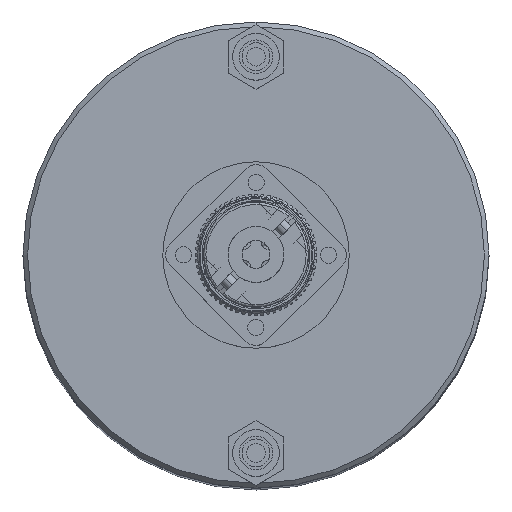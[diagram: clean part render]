
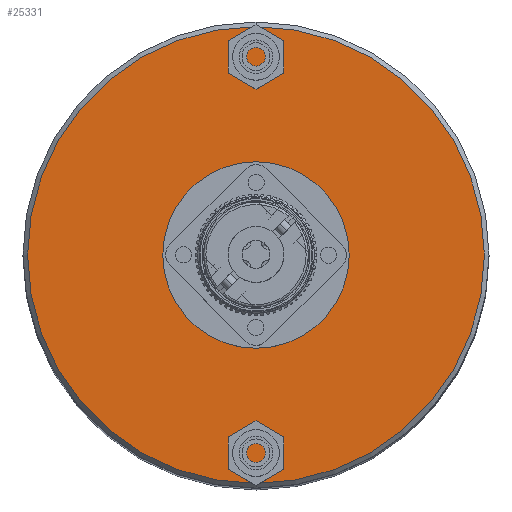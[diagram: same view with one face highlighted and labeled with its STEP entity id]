
A CAD part, top view. The second image highlights one B-rep face of the part: STEP entity #25331.
In plain terms, the highlighted face is planar.
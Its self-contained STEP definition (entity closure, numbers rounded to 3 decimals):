
#548 = VERTEX_POINT ( 'NONE', #14712 ) ;
#5583 = ORIENTED_EDGE ( 'NONE', *, *, #26774, .F. ) ;
#13343 = AXIS2_PLACEMENT_3D ( 'NONE', #86765, #15987, #23243 ) ;
#14214 = VERTEX_POINT ( 'NONE', #78126 ) ;
#14393 = CARTESIAN_POINT ( 'NONE',  ( 2., 0., 0. ) ) ;
#14712 = CARTESIAN_POINT ( 'NONE',  ( 2., 0., 20. ) ) ;
#15011 = FACE_BOUND ( 'NONE', #22492, .T. ) ;
#15031 = VERTEX_POINT ( 'NONE', #51372 ) ;
#15075 = DIRECTION ( 'NONE',  ( -1., 0., 0. ) ) ;
#15987 = DIRECTION ( 'NONE',  ( 1., 0., 0. ) ) ;
#17811 = AXIS2_PLACEMENT_3D ( 'NONE', #38422, #31104, #38088 ) ;
#20098 = CIRCLE ( 'NONE', #13343, 49. ) ;
#21981 = DIRECTION ( 'NONE',  ( 1., 0., 0. ) ) ;
#22016 = CIRCLE ( 'NONE', #61468, 20. ) ;
#22492 = EDGE_LOOP ( 'NONE', ( #76625, #61399 ) ) ;
#23243 = DIRECTION ( 'NONE',  ( 0., 1., 0. ) ) ;
#25331 = ADVANCED_FACE ( 'NONE', ( #69669, #15011 ), #77913, .F. ) ;
#26774 = EDGE_CURVE ( 'NONE', #45606, #14214, #31997, .T. ) ;
#30261 = DIRECTION ( 'NONE',  ( 0., 0., 1. ) ) ;
#30287 = CARTESIAN_POINT ( 'NONE',  ( 2., 49., 0. ) ) ;
#31104 = DIRECTION ( 'NONE',  ( 1., 0., 0. ) ) ;
#31997 = CIRCLE ( 'NONE', #17811, 49. ) ;
#34689 = ORIENTED_EDGE ( 'NONE', *, *, #61091, .F. ) ;
#38088 = DIRECTION ( 'NONE',  ( 0., 1., 0. ) ) ;
#38422 = CARTESIAN_POINT ( 'NONE',  ( 2., 0., 0. ) ) ;
#40013 = CARTESIAN_POINT ( 'NONE',  ( 2., 0., 0. ) ) ;
#42408 = EDGE_CURVE ( 'NONE', #15031, #548, #22016, .T. ) ;
#45606 = VERTEX_POINT ( 'NONE', #48382 ) ;
#48382 = CARTESIAN_POINT ( 'NONE',  ( 2., 49., 0. ) ) ;
#51372 = CARTESIAN_POINT ( 'NONE',  ( 2., 0., -20. ) ) ;
#53930 = DIRECTION ( 'NONE',  ( 0., 0., -1. ) ) ;
#54986 = DIRECTION ( 'NONE',  ( 0., 0., 1. ) ) ;
#59058 = AXIS2_PLACEMENT_3D ( 'NONE', #30287, #21981, #53930 ) ;
#61091 = EDGE_CURVE ( 'NONE', #14214, #45606, #20098, .T. ) ;
#61399 = ORIENTED_EDGE ( 'NONE', *, *, #42408, .F. ) ;
#61468 = AXIS2_PLACEMENT_3D ( 'NONE', #40013, #62675, #54986 ) ;
#62675 = DIRECTION ( 'NONE',  ( -1., 0., 0. ) ) ;
#68340 = EDGE_CURVE ( 'NONE', #548, #15031, #75731, .T. ) ;
#69669 = FACE_OUTER_BOUND ( 'NONE', #71338, .T. ) ;
#70473 = AXIS2_PLACEMENT_3D ( 'NONE', #14393, #15075, #30261 ) ;
#71338 = EDGE_LOOP ( 'NONE', ( #5583, #34689 ) ) ;
#75731 = CIRCLE ( 'NONE', #70473, 20. ) ;
#76625 = ORIENTED_EDGE ( 'NONE', *, *, #68340, .F. ) ;
#77913 = PLANE ( 'NONE',  #59058 ) ;
#78126 = CARTESIAN_POINT ( 'NONE',  ( 2., -49., 0. ) ) ;
#86765 = CARTESIAN_POINT ( 'NONE',  ( 2., 0., 0. ) ) ;
